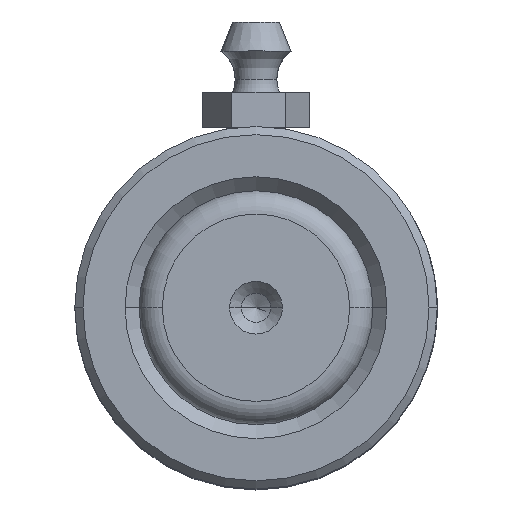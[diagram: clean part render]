
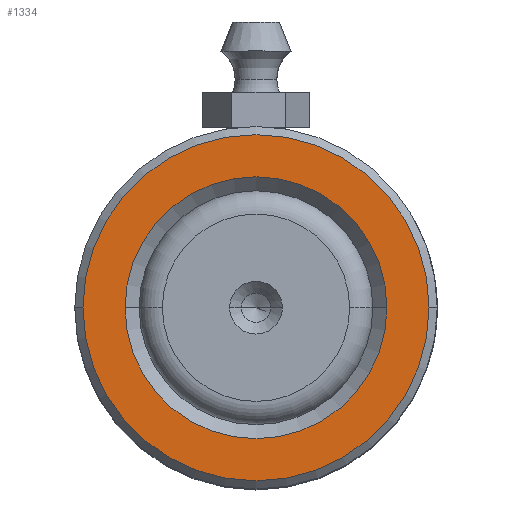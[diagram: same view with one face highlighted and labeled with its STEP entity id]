
A CAD part, top view. The second image highlights one B-rep face of the part: STEP entity #1334.
In plain terms, the highlighted planar face has unit normal (0, 0, 1).
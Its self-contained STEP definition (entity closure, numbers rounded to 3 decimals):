
#79 = ORIENTED_EDGE ( 'NONE', *, *, #98, .T. ) ;
#98 = EDGE_CURVE ( 'NONE', #3862, #7099, #1290, .T. ) ;
#268 = DIRECTION ( 'NONE',  ( 1., 0., 0. ) ) ;
#287 = VERTEX_POINT ( 'NONE', #6546 ) ;
#506 = AXIS2_PLACEMENT_3D ( 'NONE', #8095, #6190, #4806 ) ;
#1251 = ORIENTED_EDGE ( 'NONE', *, *, #3240, .T. ) ;
#1290 = CIRCLE ( 'NONE', #7465, 14.8 ) ;
#1334 = ADVANCED_FACE ( 'NONE', ( #7836, #6098 ), #1847, .T. ) ;
#1540 = ORIENTED_EDGE ( 'NONE', *, *, #8038, .T. ) ;
#1595 = ORIENTED_EDGE ( 'NONE', *, *, #7868, .T. ) ;
#1808 = EDGE_LOOP ( 'NONE', ( #1540, #1595 ) ) ;
#1847 = PLANE ( 'NONE',  #7414 ) ;
#2317 = CIRCLE ( 'NONE', #3894, 14.8 ) ;
#2672 = DIRECTION ( 'NONE',  ( 1., 0., 0. ) ) ;
#3240 = EDGE_CURVE ( 'NONE', #7099, #3862, #2317, .T. ) ;
#3379 = AXIS2_PLACEMENT_3D ( 'NONE', #3428, #4131, #268 ) ;
#3428 = CARTESIAN_POINT ( 'NONE',  ( 0., 0., 50. ) ) ;
#3661 = CARTESIAN_POINT ( 'NONE',  ( 14.8, 0., 50. ) ) ;
#3862 = VERTEX_POINT ( 'NONE', #7051 ) ;
#3894 = AXIS2_PLACEMENT_3D ( 'NONE', #4013, #5308, #6658 ) ;
#4013 = CARTESIAN_POINT ( 'NONE',  ( 0., 0., 50. ) ) ;
#4131 = DIRECTION ( 'NONE',  ( 0., 0., -1. ) ) ;
#4204 = DIRECTION ( 'NONE',  ( 1., 0., 0. ) ) ;
#4806 = DIRECTION ( 'NONE',  ( 1., 0., 0. ) ) ;
#5308 = DIRECTION ( 'NONE',  ( 0., 0., 1. ) ) ;
#5633 = VERTEX_POINT ( 'NONE', #6068 ) ;
#6068 = CARTESIAN_POINT ( 'NONE',  ( 11.2, 0., 50. ) ) ;
#6098 = FACE_BOUND ( 'NONE', #1808, .T. ) ;
#6190 = DIRECTION ( 'NONE',  ( 0., 0., -1. ) ) ;
#6334 = EDGE_LOOP ( 'NONE', ( #79, #1251 ) ) ;
#6357 = CARTESIAN_POINT ( 'NONE',  ( 0., 0., 50. ) ) ;
#6546 = CARTESIAN_POINT ( 'NONE',  ( -11.2, 0., 50. ) ) ;
#6658 = DIRECTION ( 'NONE',  ( 1., 0., 0. ) ) ;
#6739 = DIRECTION ( 'NONE',  ( 0., 0., 1. ) ) ;
#7051 = CARTESIAN_POINT ( 'NONE',  ( -14.8, 0., 50. ) ) ;
#7099 = VERTEX_POINT ( 'NONE', #3661 ) ;
#7181 = CIRCLE ( 'NONE', #506, 11.2 ) ;
#7382 = CIRCLE ( 'NONE', #3379, 11.2 ) ;
#7414 = AXIS2_PLACEMENT_3D ( 'NONE', #6357, #7665, #2672 ) ;
#7465 = AXIS2_PLACEMENT_3D ( 'NONE', #8082, #6739, #4204 ) ;
#7665 = DIRECTION ( 'NONE',  ( 0., 0., 1. ) ) ;
#7836 = FACE_OUTER_BOUND ( 'NONE', #6334, .T. ) ;
#7868 = EDGE_CURVE ( 'NONE', #287, #5633, #7382, .T. ) ;
#8038 = EDGE_CURVE ( 'NONE', #5633, #287, #7181, .T. ) ;
#8082 = CARTESIAN_POINT ( 'NONE',  ( 0., 0., 50. ) ) ;
#8095 = CARTESIAN_POINT ( 'NONE',  ( 0., 0., 50. ) ) ;
